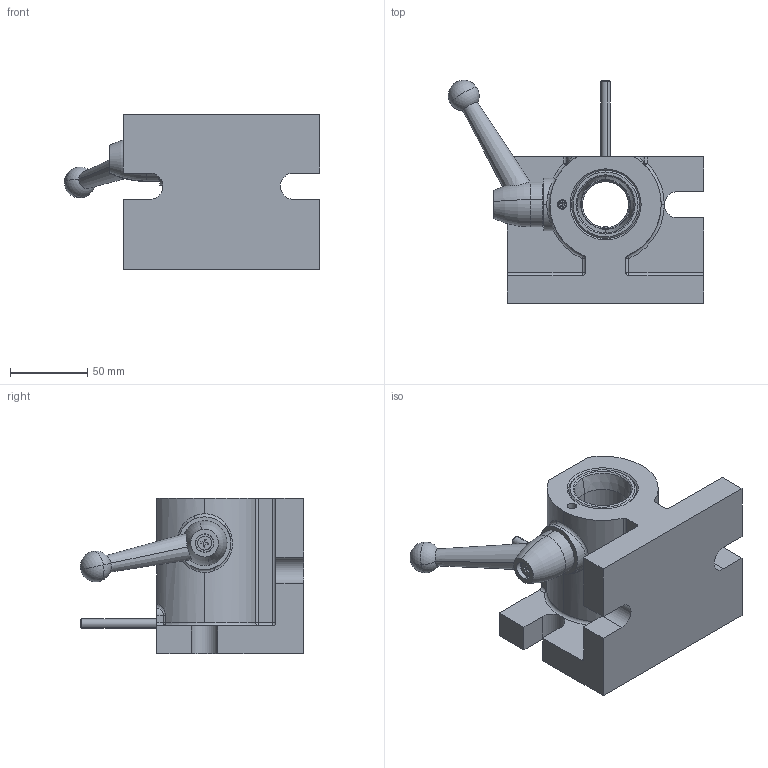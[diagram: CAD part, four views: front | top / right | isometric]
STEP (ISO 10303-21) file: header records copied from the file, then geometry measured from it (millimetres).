
FILE_DESCRIPTION (( 'STEP AP214' ), '1' );
FILE_NAME ('225-202C-06--2024.2.28.STEP', '2024-02-29T01:09:09', ( '' ), ( '' ), 'SwSTEP 2.0', 'SolidWorks 2024', '' );
FILE_SCHEMA (( 'AUTOMOTIVE_DESIGN' ));
Length unit declared in the file: millimetre
Products named in the file (15): 225-202C-06--2024.2.28; 螺钉套.step; cross recessed countersunk head screws gb1(GB_CROSS_SCREWS_TYPE4 M5X20-17.3  H type-N).step; parallel pins hardening steel gb(GB_CONNECTING_PIECE_PIN_DP 3X8).step; 5C套筒.step; circlips for holes--type a gb(GB_CONNECTING_PIECE_RING_RRH 52).step; 225-202C-06--2024.2.28.STEP.step; 手把.step; 螺母.step; parallel pins hardening steel gb(GB_CONNECTING_PIECE_PIN_DP 4X12).step; 偏心齿轮.step; hex socket set screws with flat point gb(GB_FASTENER_SCREWS_HSFP M6X6-N).step; hexagon socket set screws with dog point gb(GB_FASTENER_SCREWS_ISCCB M6X8-N).step; 拨轴.step; 壳体.step
Assembly tree (14 placements, depth 3):
  225-202C-06--2024.2.28
    225-202C-06--2024.2.28.STEP.step
      壳体.step
      偏心齿轮.step
      手把.step
      螺钉套.step
      5C套筒.step
      螺母.step
      circlips for holes--type a gb(GB_CONNECTING_PIECE_RING_RRH 52).step
      parallel pins hardening steel gb(GB_CONNECTING_PIECE_PIN_DP 4X12).step
      parallel pins hardening steel gb(GB_CONNECTING_PIECE_PIN_DP 3X8).step
      hexagon socket set screws with dog point gb(GB_FASTENER_SCREWS_ISCCB M6X8-N).step
      hex socket set screws with flat point gb(GB_FASTENER_SCREWS_HSFP M6X6-N).step
      cross recessed countersunk head screws gb1(GB_CROSS_SCREWS_TYPE4 M5X20-17.3  H type-N).step
      拨轴.step
Bounding box: 165.26 x 144.34 x 100.5 mm (x, y, z)
Volume: 655160.8 mm3; surface area: 126621.1 mm2
Topology: 13 solids, 13 shells, 677 faces, 1796 edges, 1138 vertices
Faces by surface type: cylinder 388, cone 147, plane 123, sphere 10, torus 5, bspline 4
Entity records: 24105 total; most frequent: CARTESIAN_POINT 6499, DIRECTION 3876, ORIENTED_EDGE 3530, EDGE_CURVE 1765, AXIS2_PLACEMENT_3D 1606, VERTEX_POINT 1137, CIRCLE 915, EDGE_LOOP 726
